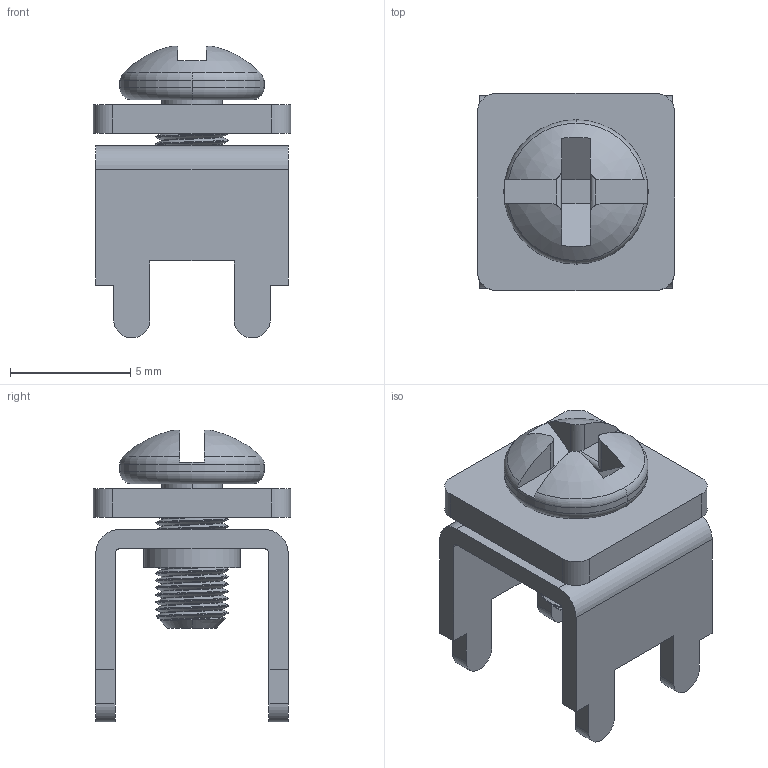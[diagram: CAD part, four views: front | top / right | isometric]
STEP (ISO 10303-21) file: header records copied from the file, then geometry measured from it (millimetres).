
FILE_DESCRIPTION((''),'2;1');
FILE_NAME('CONN-TH_T44001_ASM','2023-01-11T18:19:24',('win'),(''),'CREO PARAMETRIC BY PTC INC, 2020033','CREO PARAMETRIC BY PTC INC, 2020033','');
FILE_SCHEMA(('AUTOMOTIVE_DESIGN { 1 0 10303 214 1 1 1 1 }'));
Length unit declared in the file: millimetre
Products named in the file (3): PRT0001; PRT0002; CONN-TH_T44001_ASM
Assembly tree (2 placements, depth 2):
  CONN-TH_T44001_ASM
    PRT0001
    PRT0002
Bounding box: 8.2 x 8.2 x 12.13 mm (x, y, z)
Volume: 256.9 mm3; surface area: 708.1 mm2
Topology: 3 solids, 3 shells, 270 faces, 735 edges, 493 vertices
Faces by surface type: plane 120, extrusion 73, bspline 37, cylinder 28, cone 6, torus 4, sphere 2
Entity records: 20949 total; most frequent: CARTESIAN_POINT 12413, ORIENTED_EDGE 1470, DIRECTION 938, EDGE_CURVE 735, VERTEX_POINT 493, VECTOR 456, LINE 383, B_SPLINE_CURVE_WITH_KNOTS 349
